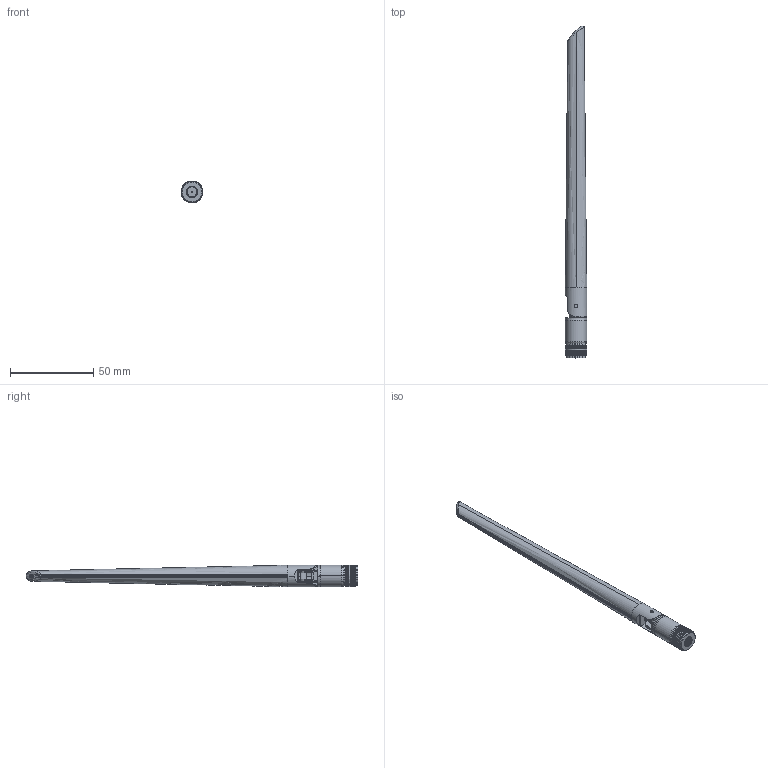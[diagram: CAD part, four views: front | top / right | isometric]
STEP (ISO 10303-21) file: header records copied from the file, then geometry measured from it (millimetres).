
FILE_DESCRIPTION (( 'STEP AP214' ), '1' );
FILE_NAME ('GW.34.5153.STEP', '2022-03-23T12:53:11', ( '' ), ( '' ), 'SwSTEP 2.0', 'SolidWorks 2018', '' );
FILE_SCHEMA (( 'AUTOMOTIVE_DESIGN' ));
Length unit declared in the file: millimetre
Products named in the file (1): GW.34.5153
Bounding box: 13 x 199.12 x 13.1 mm (x, y, z)
Surface area: 8321.7 mm2 (no closed solid volume)
Topology: 0 solids, 6 shells, 217 faces, 1024 edges, 739 vertices
Faces by surface type: cylinder 130, bspline 49, plane 22, cone 9, torus 7
Entity records: 16251 total; most frequent: CARTESIAN_POINT 6050, DIRECTION 1735, ORIENTED_EDGE 1454, EDGE_CURVE 1023, VERTEX_POINT 739, AXIS2_PLACEMENT_3D 717, CIRCLE 548, LINE 301
